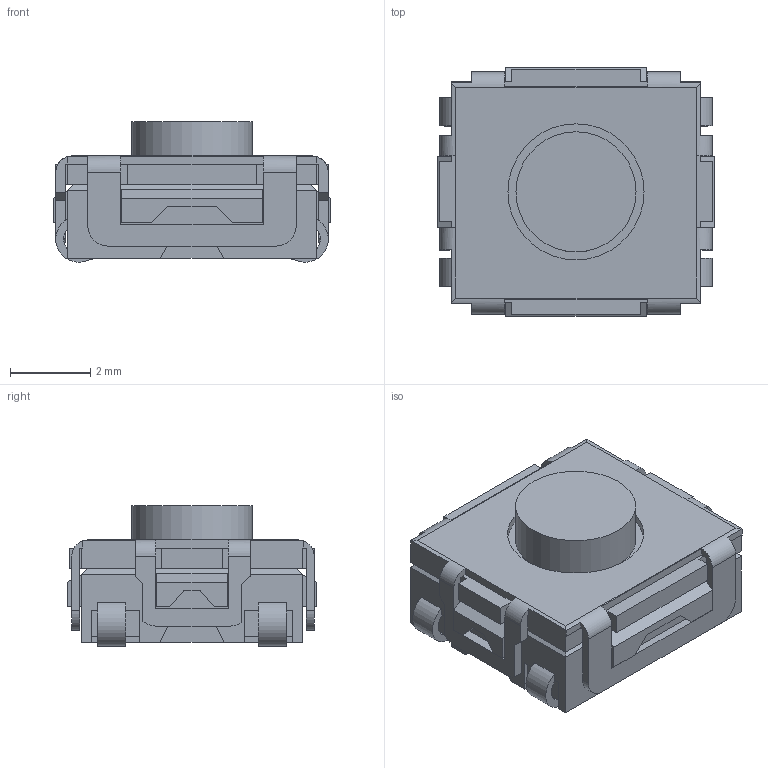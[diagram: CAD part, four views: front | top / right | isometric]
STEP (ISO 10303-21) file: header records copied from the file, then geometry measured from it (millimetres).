
FILE_DESCRIPTION((' '),'2;1');
FILE_NAME('TL6700AFxxxQJ.stp','2017-07-26T09:22:07',(' '),(' '),' ','ACIS',' ');
FILE_SCHEMA(('CONFIG_CONTROL_DESIGN'));
Length unit declared in the file: inch
Products named in the file (1): TL6700AFxxxQJ.stp
Bounding box: 6.9 x 6.2 x 3.5 mm (x, y, z)
Volume: 83.3 mm3; surface area: 309.6 mm2
Topology: 1 solids, 6 shells, 336 faces, 962 edges, 634 vertices
Faces by surface type: plane 287, cylinder 47, cone 2
Full cylindrical faces by diameter (mm): 0.8 x1, 1.5 x1, 3 x1, 3.4 x1
Entity records: 10913 total; most frequent: CARTESIAN_POINT 1935, ORIENTED_EDGE 1910, DIRECTION 1732, EDGE_CURVE 955, VECTOR 848, LINE 848, VERTEX_POINT 633, AXIS2_PLACEMENT_3D 442
